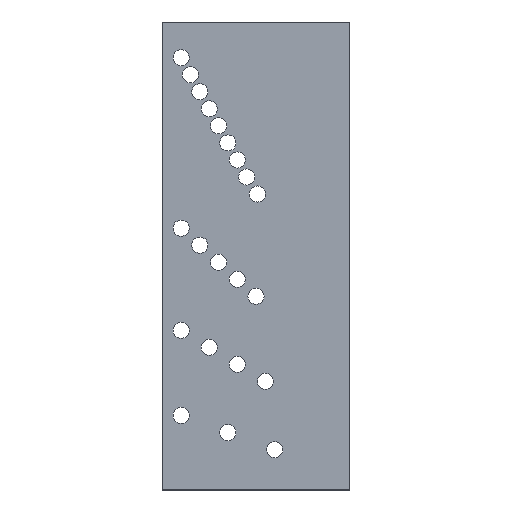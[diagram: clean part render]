
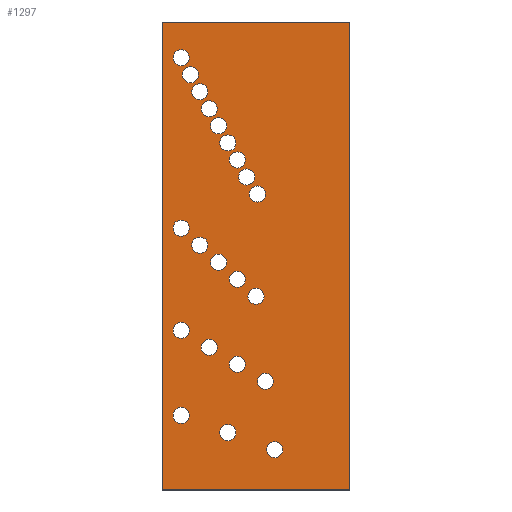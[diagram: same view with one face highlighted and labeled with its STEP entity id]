
A CAD part, left-side view. The second image highlights one B-rep face of the part: STEP entity #1297.
In plain terms, the highlighted planar face has unit normal (-1, 0, 0).
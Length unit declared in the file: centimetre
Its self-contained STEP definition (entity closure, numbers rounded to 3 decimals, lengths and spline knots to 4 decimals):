
#104=FACE_BOUND('',#478,.T.);
#105=FACE_BOUND('',#479,.T.);
#106=FACE_BOUND('',#480,.T.);
#107=FACE_BOUND('',#481,.T.);
#108=FACE_BOUND('',#482,.T.);
#109=FACE_BOUND('',#483,.T.);
#110=FACE_BOUND('',#484,.T.);
#111=FACE_BOUND('',#485,.T.);
#112=FACE_BOUND('',#486,.T.);
#113=FACE_BOUND('',#487,.T.);
#114=FACE_BOUND('',#488,.T.);
#115=FACE_BOUND('',#489,.T.);
#116=FACE_BOUND('',#490,.T.);
#117=FACE_BOUND('',#491,.T.);
#118=FACE_BOUND('',#492,.T.);
#119=FACE_BOUND('',#493,.T.);
#120=FACE_BOUND('',#494,.T.);
#121=FACE_BOUND('',#495,.T.);
#122=FACE_BOUND('',#496,.T.);
#123=FACE_BOUND('',#497,.T.);
#124=FACE_BOUND('',#498,.T.);
#189=CIRCLE('',#1386,0.086);
#191=CIRCLE('',#1389,0.086);
#193=CIRCLE('',#1392,0.086);
#195=CIRCLE('',#1395,0.086);
#197=CIRCLE('',#1398,0.086);
#199=CIRCLE('',#1401,0.086);
#201=CIRCLE('',#1404,0.086);
#203=CIRCLE('',#1407,0.086);
#205=CIRCLE('',#1410,0.086);
#207=CIRCLE('',#1413,0.086);
#209=CIRCLE('',#1416,0.086);
#211=CIRCLE('',#1419,0.086);
#213=CIRCLE('',#1422,0.086);
#215=CIRCLE('',#1425,0.086);
#217=CIRCLE('',#1428,0.086);
#219=CIRCLE('',#1431,0.086);
#221=CIRCLE('',#1434,0.086);
#223=CIRCLE('',#1437,0.086);
#225=CIRCLE('',#1440,0.086);
#227=CIRCLE('',#1443,0.086);
#229=CIRCLE('',#1446,0.086);
#327=FACE_OUTER_BOUND('',#477,.T.);
#477=EDGE_LOOP('',(#1109,#1110,#1111,#1112));
#478=EDGE_LOOP('',(#1113));
#479=EDGE_LOOP('',(#1114));
#480=EDGE_LOOP('',(#1115));
#481=EDGE_LOOP('',(#1116));
#482=EDGE_LOOP('',(#1117));
#483=EDGE_LOOP('',(#1118));
#484=EDGE_LOOP('',(#1119));
#485=EDGE_LOOP('',(#1120));
#486=EDGE_LOOP('',(#1121));
#487=EDGE_LOOP('',(#1122));
#488=EDGE_LOOP('',(#1123));
#489=EDGE_LOOP('',(#1124));
#490=EDGE_LOOP('',(#1125));
#491=EDGE_LOOP('',(#1126));
#492=EDGE_LOOP('',(#1127));
#493=EDGE_LOOP('',(#1128));
#494=EDGE_LOOP('',(#1129));
#495=EDGE_LOOP('',(#1130));
#496=EDGE_LOOP('',(#1131));
#497=EDGE_LOOP('',(#1132));
#498=EDGE_LOOP('',(#1133));
#568=LINE('',#2113,#630);
#572=LINE('',#2122,#634);
#573=LINE('',#2123,#635);
#574=LINE('',#2124,#636);
#630=VECTOR('',#1774,1.);
#634=VECTOR('',#1782,1.);
#635=VECTOR('',#1783,1.);
#636=VECTOR('',#1784,1.);
#723=VERTEX_POINT('',#2002);
#725=VERTEX_POINT('',#2007);
#727=VERTEX_POINT('',#2012);
#729=VERTEX_POINT('',#2017);
#731=VERTEX_POINT('',#2022);
#733=VERTEX_POINT('',#2027);
#735=VERTEX_POINT('',#2032);
#737=VERTEX_POINT('',#2037);
#739=VERTEX_POINT('',#2042);
#741=VERTEX_POINT('',#2047);
#743=VERTEX_POINT('',#2052);
#745=VERTEX_POINT('',#2057);
#747=VERTEX_POINT('',#2062);
#749=VERTEX_POINT('',#2067);
#751=VERTEX_POINT('',#2072);
#753=VERTEX_POINT('',#2077);
#755=VERTEX_POINT('',#2082);
#757=VERTEX_POINT('',#2087);
#759=VERTEX_POINT('',#2092);
#761=VERTEX_POINT('',#2097);
#763=VERTEX_POINT('',#2102);
#767=VERTEX_POINT('',#2110);
#768=VERTEX_POINT('',#2112);
#770=VERTEX_POINT('',#2120);
#771=VERTEX_POINT('',#2121);
#857=EDGE_CURVE('',#723,#723,#189,.T.);
#859=EDGE_CURVE('',#725,#725,#191,.T.);
#861=EDGE_CURVE('',#727,#727,#193,.T.);
#863=EDGE_CURVE('',#729,#729,#195,.T.);
#865=EDGE_CURVE('',#731,#731,#197,.T.);
#867=EDGE_CURVE('',#733,#733,#199,.T.);
#869=EDGE_CURVE('',#735,#735,#201,.T.);
#871=EDGE_CURVE('',#737,#737,#203,.T.);
#873=EDGE_CURVE('',#739,#739,#205,.T.);
#875=EDGE_CURVE('',#741,#741,#207,.T.);
#877=EDGE_CURVE('',#743,#743,#209,.T.);
#879=EDGE_CURVE('',#745,#745,#211,.T.);
#881=EDGE_CURVE('',#747,#747,#213,.T.);
#883=EDGE_CURVE('',#749,#749,#215,.T.);
#885=EDGE_CURVE('',#751,#751,#217,.T.);
#887=EDGE_CURVE('',#753,#753,#219,.T.);
#889=EDGE_CURVE('',#755,#755,#221,.T.);
#891=EDGE_CURVE('',#757,#757,#223,.T.);
#893=EDGE_CURVE('',#759,#759,#225,.T.);
#895=EDGE_CURVE('',#761,#761,#227,.T.);
#897=EDGE_CURVE('',#763,#763,#229,.T.);
#901=EDGE_CURVE('',#767,#768,#568,.T.);
#905=EDGE_CURVE('',#770,#771,#572,.T.);
#906=EDGE_CURVE('',#770,#768,#573,.T.);
#907=EDGE_CURVE('',#771,#767,#574,.T.);
#1109=ORIENTED_EDGE('',*,*,#905,.F.);
#1110=ORIENTED_EDGE('',*,*,#906,.T.);
#1111=ORIENTED_EDGE('',*,*,#901,.F.);
#1112=ORIENTED_EDGE('',*,*,#907,.F.);
#1113=ORIENTED_EDGE('',*,*,#857,.T.);
#1114=ORIENTED_EDGE('',*,*,#859,.T.);
#1115=ORIENTED_EDGE('',*,*,#861,.T.);
#1116=ORIENTED_EDGE('',*,*,#863,.T.);
#1117=ORIENTED_EDGE('',*,*,#865,.T.);
#1118=ORIENTED_EDGE('',*,*,#867,.T.);
#1119=ORIENTED_EDGE('',*,*,#869,.T.);
#1120=ORIENTED_EDGE('',*,*,#871,.T.);
#1121=ORIENTED_EDGE('',*,*,#873,.T.);
#1122=ORIENTED_EDGE('',*,*,#875,.T.);
#1123=ORIENTED_EDGE('',*,*,#877,.T.);
#1124=ORIENTED_EDGE('',*,*,#879,.T.);
#1125=ORIENTED_EDGE('',*,*,#881,.T.);
#1126=ORIENTED_EDGE('',*,*,#883,.T.);
#1127=ORIENTED_EDGE('',*,*,#885,.T.);
#1128=ORIENTED_EDGE('',*,*,#887,.T.);
#1129=ORIENTED_EDGE('',*,*,#889,.T.);
#1130=ORIENTED_EDGE('',*,*,#891,.T.);
#1131=ORIENTED_EDGE('',*,*,#893,.T.);
#1132=ORIENTED_EDGE('',*,*,#895,.T.);
#1133=ORIENTED_EDGE('',*,*,#897,.T.);
#1231=PLANE('',#1450);
#1297=ADVANCED_FACE('',(#327,#104,#105,#106,#107,#108,#109,#110,#111,#112,
#113,#114,#115,#116,#117,#118,#119,#120,#121,#122,#123,#124),#1231,.T.);
#1386=AXIS2_PLACEMENT_3D('',#2003,#1646,#1647);
#1389=AXIS2_PLACEMENT_3D('',#2008,#1652,#1653);
#1392=AXIS2_PLACEMENT_3D('',#2013,#1658,#1659);
#1395=AXIS2_PLACEMENT_3D('',#2018,#1664,#1665);
#1398=AXIS2_PLACEMENT_3D('',#2023,#1670,#1671);
#1401=AXIS2_PLACEMENT_3D('',#2028,#1676,#1677);
#1404=AXIS2_PLACEMENT_3D('',#2033,#1682,#1683);
#1407=AXIS2_PLACEMENT_3D('',#2038,#1688,#1689);
#1410=AXIS2_PLACEMENT_3D('',#2043,#1694,#1695);
#1413=AXIS2_PLACEMENT_3D('',#2048,#1700,#1701);
#1416=AXIS2_PLACEMENT_3D('',#2053,#1706,#1707);
#1419=AXIS2_PLACEMENT_3D('',#2058,#1712,#1713);
#1422=AXIS2_PLACEMENT_3D('',#2063,#1718,#1719);
#1425=AXIS2_PLACEMENT_3D('',#2068,#1724,#1725);
#1428=AXIS2_PLACEMENT_3D('',#2073,#1730,#1731);
#1431=AXIS2_PLACEMENT_3D('',#2078,#1736,#1737);
#1434=AXIS2_PLACEMENT_3D('',#2083,#1742,#1743);
#1437=AXIS2_PLACEMENT_3D('',#2088,#1748,#1749);
#1440=AXIS2_PLACEMENT_3D('',#2093,#1754,#1755);
#1443=AXIS2_PLACEMENT_3D('',#2098,#1760,#1761);
#1446=AXIS2_PLACEMENT_3D('',#2103,#1766,#1767);
#1450=AXIS2_PLACEMENT_3D('',#2119,#1780,#1781);
#1646=DIRECTION('center_axis',(1.,0.,0.));
#1647=DIRECTION('ref_axis',(0.,0.,-1.));
#1652=DIRECTION('center_axis',(1.,0.,0.));
#1653=DIRECTION('ref_axis',(0.,0.,-1.));
#1658=DIRECTION('center_axis',(1.,0.,0.));
#1659=DIRECTION('ref_axis',(0.,0.,-1.));
#1664=DIRECTION('center_axis',(1.,0.,0.));
#1665=DIRECTION('ref_axis',(0.,0.,-1.));
#1670=DIRECTION('center_axis',(1.,0.,0.));
#1671=DIRECTION('ref_axis',(0.,0.,-1.));
#1676=DIRECTION('center_axis',(1.,0.,0.));
#1677=DIRECTION('ref_axis',(0.,0.,-1.));
#1682=DIRECTION('center_axis',(1.,0.,0.));
#1683=DIRECTION('ref_axis',(0.,0.,-1.));
#1688=DIRECTION('center_axis',(1.,0.,0.));
#1689=DIRECTION('ref_axis',(0.,0.,-1.));
#1694=DIRECTION('center_axis',(1.,0.,0.));
#1695=DIRECTION('ref_axis',(0.,0.,-1.));
#1700=DIRECTION('center_axis',(1.,0.,0.));
#1701=DIRECTION('ref_axis',(0.,0.,-1.));
#1706=DIRECTION('center_axis',(1.,0.,0.));
#1707=DIRECTION('ref_axis',(0.,0.,-1.));
#1712=DIRECTION('center_axis',(1.,0.,0.));
#1713=DIRECTION('ref_axis',(0.,0.,-1.));
#1718=DIRECTION('center_axis',(1.,0.,0.));
#1719=DIRECTION('ref_axis',(0.,0.,-1.));
#1724=DIRECTION('center_axis',(1.,0.,0.));
#1725=DIRECTION('ref_axis',(0.,0.,-1.));
#1730=DIRECTION('center_axis',(1.,0.,0.));
#1731=DIRECTION('ref_axis',(0.,0.,-1.));
#1736=DIRECTION('center_axis',(1.,0.,0.));
#1737=DIRECTION('ref_axis',(0.,0.,-1.));
#1742=DIRECTION('center_axis',(1.,0.,0.));
#1743=DIRECTION('ref_axis',(0.,0.,-1.));
#1748=DIRECTION('center_axis',(1.,0.,0.));
#1749=DIRECTION('ref_axis',(0.,0.,-1.));
#1754=DIRECTION('center_axis',(1.,0.,0.));
#1755=DIRECTION('ref_axis',(0.,0.,-1.));
#1760=DIRECTION('center_axis',(1.,0.,0.));
#1761=DIRECTION('ref_axis',(0.,0.,-1.));
#1766=DIRECTION('center_axis',(1.,0.,0.));
#1767=DIRECTION('ref_axis',(0.,0.,-1.));
#1774=DIRECTION('',(0.,0.,1.));
#1780=DIRECTION('center_axis',(-1.,0.,0.));
#1781=DIRECTION('ref_axis',(0.,0.,1.));
#1782=DIRECTION('',(0.,0.,-1.));
#1783=DIRECTION('',(0.,1.,0.));
#1784=DIRECTION('',(0.,1.,0.));
#2002=CARTESIAN_POINT('',(0.,0.8,0.518));
#2003=CARTESIAN_POINT('Origin',(0.,0.8,0.432));
#2007=CARTESIAN_POINT('',(0.,1.2,1.428));
#2008=CARTESIAN_POINT('Origin',(0.,1.2,1.342));
#2012=CARTESIAN_POINT('',(0.,1.4,2.52));
#2013=CARTESIAN_POINT('Origin',(0.,1.4,2.434));
#2017=CARTESIAN_POINT('',(0.,1.2,3.612));
#2018=CARTESIAN_POINT('Origin',(0.,1.2,3.526));
#2022=CARTESIAN_POINT('',(0.,1.6,4.34));
#2023=CARTESIAN_POINT('Origin',(0.,1.6,4.254));
#2027=CARTESIAN_POINT('',(0.,1.7,4.522));
#2028=CARTESIAN_POINT('Origin',(0.,1.7,4.436));
#2032=CARTESIAN_POINT('',(0.,1.3,3.794));
#2033=CARTESIAN_POINT('Origin',(0.,1.3,3.708));
#2037=CARTESIAN_POINT('',(0.,1.6,2.702));
#2038=CARTESIAN_POINT('Origin',(0.,1.6,2.616));
#2042=CARTESIAN_POINT('',(0.,1.5,1.61));
#2043=CARTESIAN_POINT('Origin',(0.,1.5,1.524));
#2047=CARTESIAN_POINT('',(0.,1.3,0.7));
#2048=CARTESIAN_POINT('Origin',(0.,1.3,0.614));
#2052=CARTESIAN_POINT('',(0.,1.,2.156));
#2053=CARTESIAN_POINT('Origin',(0.,1.,2.07));
#2057=CARTESIAN_POINT('',(0.,0.9,1.246));
#2058=CARTESIAN_POINT('Origin',(0.,0.9,1.16));
#2062=CARTESIAN_POINT('',(0.,1.2,2.338));
#2063=CARTESIAN_POINT('Origin',(0.,1.2,2.252));
#2067=CARTESIAN_POINT('',(0.,1.1,3.43));
#2068=CARTESIAN_POINT('Origin',(0.,1.1,3.344));
#2072=CARTESIAN_POINT('',(0.,1.5,4.158));
#2073=CARTESIAN_POINT('Origin',(0.,1.5,4.072));
#2077=CARTESIAN_POINT('',(0.,1.8,4.704));
#2078=CARTESIAN_POINT('Origin',(0.,1.8,4.618));
#2082=CARTESIAN_POINT('',(0.,1.4,3.976));
#2083=CARTESIAN_POINT('Origin',(0.,1.4,3.89));
#2087=CARTESIAN_POINT('',(0.,1.8,2.884));
#2088=CARTESIAN_POINT('Origin',(0.,1.8,2.798));
#2092=CARTESIAN_POINT('',(0.,1.8,1.792));
#2093=CARTESIAN_POINT('Origin',(0.,1.8,1.706));
#2097=CARTESIAN_POINT('',(0.,1.8,0.882));
#2098=CARTESIAN_POINT('Origin',(0.,1.8,0.796));
#2102=CARTESIAN_POINT('',(0.,0.9842,3.248));
#2103=CARTESIAN_POINT('Origin',(0.,0.9842,3.162));
#2110=CARTESIAN_POINT('',(0.,2.,0.));
#2112=CARTESIAN_POINT('',(0.,2.,5.));
#2113=CARTESIAN_POINT('',(0.,2.,0.));
#2119=CARTESIAN_POINT('Origin',(0.,0.,0.));
#2120=CARTESIAN_POINT('',(0.,0.,5.));
#2121=CARTESIAN_POINT('',(0.,0.,0.));
#2122=CARTESIAN_POINT('',(0.,0.,5.));
#2123=CARTESIAN_POINT('',(0.,0.,5.));
#2124=CARTESIAN_POINT('',(0.,0.,0.));
